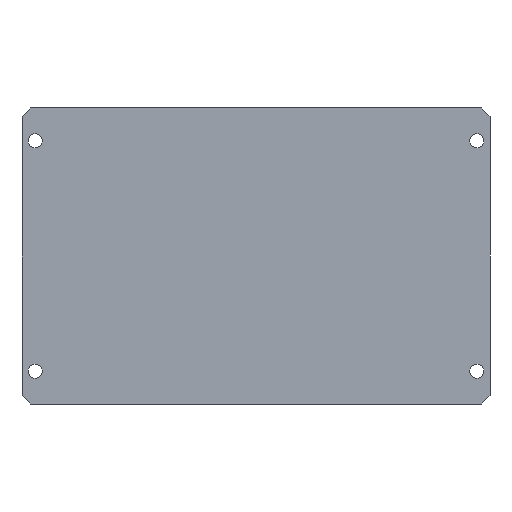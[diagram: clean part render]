
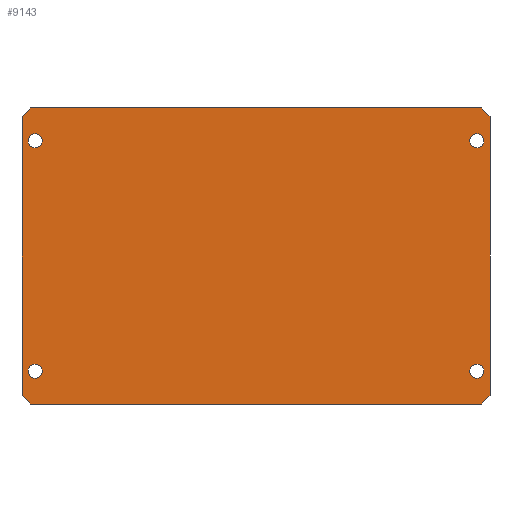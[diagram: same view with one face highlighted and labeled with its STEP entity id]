
A CAD part, front view. The second image highlights one B-rep face of the part: STEP entity #9143.
In plain terms, the highlighted planar face has unit normal (0, -1, 0).
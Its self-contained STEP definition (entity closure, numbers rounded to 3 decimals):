
#9143=ADVANCED_FACE('',(#16551,#16553,#16555,#16557,#16559),#16561,.F.);
#16551=FACE_BOUND('',#16552,.T.);
#16552=EDGE_LOOP('',(#22627,#22628,#22629,#22630,#22631,#22632,#22633,#22634));
#16553=FACE_BOUND('',#16554,.T.);
#16554=EDGE_LOOP('',(#22635));
#16555=FACE_BOUND('',#16556,.T.);
#16556=EDGE_LOOP('',(#22636));
#16557=FACE_BOUND('',#16558,.T.);
#16558=EDGE_LOOP('',(#22637));
#16559=FACE_BOUND('',#16560,.T.);
#16560=EDGE_LOOP('',(#22638));
#16561=PLANE('',#16562);
#16562=AXIS2_PLACEMENT_3D('',#16563,#16564,#16565);
#16563=CARTESIAN_POINT('',(0.,0.,0.));
#16564=DIRECTION('',(-0.,1.,0.));
#16565=DIRECTION('',(1.,0.,0.));
#22627=ORIENTED_EDGE('',*,*,#25646,.F.);
#22628=ORIENTED_EDGE('',*,*,#25647,.F.);
#22629=ORIENTED_EDGE('',*,*,#25648,.F.);
#22630=ORIENTED_EDGE('',*,*,#25614,.F.);
#22631=ORIENTED_EDGE('',*,*,#25644,.F.);
#22632=ORIENTED_EDGE('',*,*,#25649,.F.);
#22633=ORIENTED_EDGE('',*,*,#25650,.F.);
#22634=ORIENTED_EDGE('',*,*,#25623,.F.);
#22635=ORIENTED_EDGE('',*,*,#25651,.T.);
#22636=ORIENTED_EDGE('',*,*,#25652,.T.);
#22637=ORIENTED_EDGE('',*,*,#25653,.T.);
#22638=ORIENTED_EDGE('',*,*,#25654,.T.);
#25614=EDGE_CURVE('',#30533,#30536,#30537,.T.);
#25623=EDGE_CURVE('',#30549,#30552,#30553,.T.);
#25644=EDGE_CURVE('',#30589,#30533,#30592,.F.);
#25646=EDGE_CURVE('',#30594,#30549,#30595,.F.);
#25647=EDGE_CURVE('',#30596,#30594,#30597,.T.);
#25648=EDGE_CURVE('',#30536,#30596,#30598,.F.);
#25649=EDGE_CURVE('',#30599,#30589,#30600,.T.);
#25650=EDGE_CURVE('',#30552,#30599,#30601,.F.);
#25651=EDGE_CURVE('',#30602,#30602,#30603,.T.);
#25652=EDGE_CURVE('',#30604,#30604,#30605,.T.);
#25653=EDGE_CURVE('',#30606,#30606,#30607,.T.);
#25654=EDGE_CURVE('',#30608,#30608,#30609,.T.);
#30533=VERTEX_POINT('',#42197);
#30536=VERTEX_POINT('',#42202);
#30537=LINE('',#42203,#42204);
#30549=VERTEX_POINT('',#42231);
#30552=VERTEX_POINT('',#42236);
#30553=LINE('',#42237,#42238);
#30589=VERTEX_POINT('',#42327);
#30592=LINE('',#42332,#42333);
#30594=VERTEX_POINT('',#42338);
#30595=LINE('',#42339,#42340);
#30596=VERTEX_POINT('',#42342);
#30597=LINE('',#42343,#42344);
#30598=LINE('',#42346,#42347);
#30599=VERTEX_POINT('',#42349);
#30600=LINE('',#42350,#42351);
#30601=LINE('',#42353,#42354);
#30602=VERTEX_POINT('',#42356);
#30603=CIRCLE('',#42357,1.6);
#30604=VERTEX_POINT('',#42361);
#30605=CIRCLE('',#42362,1.6);
#30606=VERTEX_POINT('',#42366);
#30607=CIRCLE('',#42367,1.6);
#30608=VERTEX_POINT('',#42371);
#30609=CIRCLE('',#42372,1.6);
#42197=CARTESIAN_POINT('',(2.,0.,0.));
#42202=CARTESIAN_POINT('',(105.,0.,0.));
#42203=CARTESIAN_POINT('',(2.,0.,0.));
#42204=VECTOR('',#42205,1.);
#42205=DIRECTION('',(1.,0.,0.));
#42231=CARTESIAN_POINT('',(105.,0.,-67.7));
#42236=CARTESIAN_POINT('',(2.,0.,-67.7));
#42237=CARTESIAN_POINT('',(105.,0.,-67.7));
#42238=VECTOR('',#42239,1.);
#42239=DIRECTION('',(-1.,0.,0.));
#42327=CARTESIAN_POINT('',(0.,0.,-2.));
#42332=CARTESIAN_POINT('',(2.,0.,0.));
#42333=VECTOR('',#42334,1.);
#42334=DIRECTION('',(-0.707,0.,-0.707));
#42338=CARTESIAN_POINT('',(107.,0.,-65.7));
#42339=CARTESIAN_POINT('',(105.,0.,-67.7));
#42340=VECTOR('',#42341,1.);
#42341=DIRECTION('',(0.707,0.,0.707));
#42342=CARTESIAN_POINT('',(107.,0.,-2.));
#42343=CARTESIAN_POINT('',(107.,0.,-2.));
#42344=VECTOR('',#42345,1.);
#42345=DIRECTION('',(0.,0.,-1.));
#42346=CARTESIAN_POINT('',(107.,0.,-2.));
#42347=VECTOR('',#42348,1.);
#42348=DIRECTION('',(-0.707,0.,0.707));
#42349=CARTESIAN_POINT('',(0.,0.,-65.7));
#42350=CARTESIAN_POINT('',(0.,0.,-65.7));
#42351=VECTOR('',#42352,1.);
#42352=DIRECTION('',(0.,0.,1.));
#42353=CARTESIAN_POINT('',(0.,0.,-65.7));
#42354=VECTOR('',#42355,1.);
#42355=DIRECTION('',(0.707,0.,-0.707));
#42356=CARTESIAN_POINT('',(4.6,0.,-60.2));
#42357=AXIS2_PLACEMENT_3D('',#42358,#42359,#42360);
#42358=CARTESIAN_POINT('',(3.,0.,-60.2));
#42359=DIRECTION('',(-0.,1.,0.));
#42360=DIRECTION('',(1.,0.,0.));
#42361=CARTESIAN_POINT('',(4.6,0.,-7.5));
#42362=AXIS2_PLACEMENT_3D('',#42363,#42364,#42365);
#42363=CARTESIAN_POINT('',(3.,0.,-7.5));
#42364=DIRECTION('',(-0.,1.,0.));
#42365=DIRECTION('',(1.,0.,0.));
#42366=CARTESIAN_POINT('',(105.6,0.,-60.2));
#42367=AXIS2_PLACEMENT_3D('',#42368,#42369,#42370);
#42368=CARTESIAN_POINT('',(104.,0.,-60.2));
#42369=DIRECTION('',(-0.,1.,0.));
#42370=DIRECTION('',(1.,0.,0.));
#42371=CARTESIAN_POINT('',(105.6,0.,-7.5));
#42372=AXIS2_PLACEMENT_3D('',#42373,#42374,#42375);
#42373=CARTESIAN_POINT('',(104.,0.,-7.5));
#42374=DIRECTION('',(-0.,1.,0.));
#42375=DIRECTION('',(1.,0.,0.));
